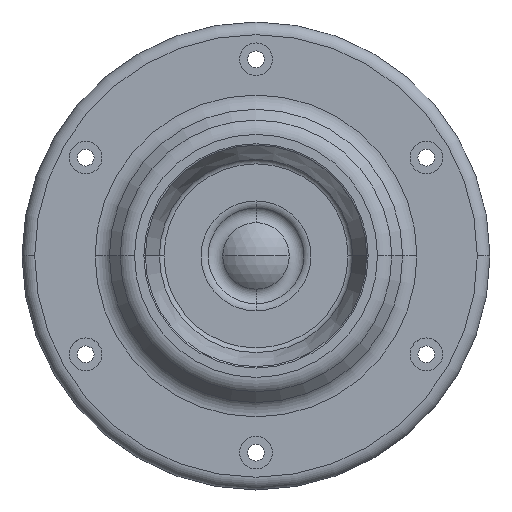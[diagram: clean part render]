
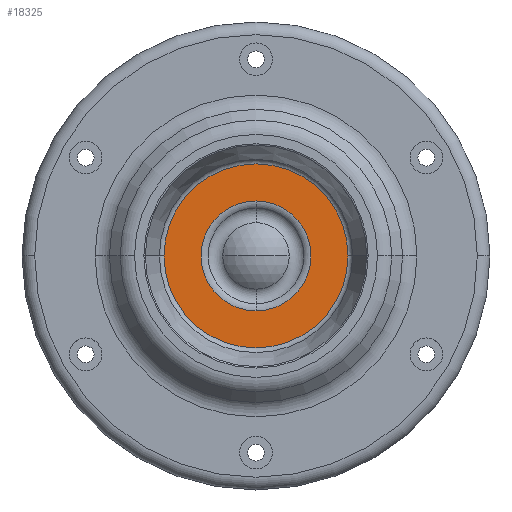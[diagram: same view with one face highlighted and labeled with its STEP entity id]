
A CAD part, top view. The second image highlights one B-rep face of the part: STEP entity #18325.
In plain terms, the highlighted planar face has unit normal (0, 0, 1).
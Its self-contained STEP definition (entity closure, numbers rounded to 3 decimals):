
#80 = AXIS2_PLACEMENT_3D ( 'NONE', #17270, #10700, #25888 ) ;
#747 = DIRECTION ( 'NONE',  ( 0., 0., 1. ) ) ;
#1577 = AXIS2_PLACEMENT_3D ( 'NONE', #27044, #5865, #27137 ) ;
#3774 = CARTESIAN_POINT ( 'NONE',  ( 0., 0., 23.5 ) ) ;
#4797 = EDGE_CURVE ( 'NONE', #10810, #23717, #23642, .T. ) ;
#5865 = DIRECTION ( 'NONE',  ( 0., 0., 1. ) ) ;
#6102 = AXIS2_PLACEMENT_3D ( 'NONE', #9862, #18530, #22837 ) ;
#9180 = EDGE_LOOP ( 'NONE', ( #11088, #17293 ) ) ;
#9862 = CARTESIAN_POINT ( 'NONE',  ( 17.323, 0., 23.5 ) ) ;
#10700 = DIRECTION ( 'NONE',  ( 0., 0., 1. ) ) ;
#10810 = VERTEX_POINT ( 'NONE', #15154 ) ;
#10987 = AXIS2_PLACEMENT_3D ( 'NONE', #13824, #747, #24817 ) ;
#11088 = ORIENTED_EDGE ( 'NONE', *, *, #19451, .T. ) ;
#11147 = ORIENTED_EDGE ( 'NONE', *, *, #4797, .F. ) ;
#12355 = CARTESIAN_POINT ( 'NONE',  ( 0., 29., 23.5 ) ) ;
#12599 = FACE_OUTER_BOUND ( 'NONE', #9180, .T. ) ;
#13701 = DIRECTION ( 'NONE',  ( 0., 0., 1. ) ) ;
#13824 = CARTESIAN_POINT ( 'NONE',  ( 0., 0., 23.5 ) ) ;
#14329 = CARTESIAN_POINT ( 'NONE',  ( 0., -17.323, 23.5 ) ) ;
#15154 = CARTESIAN_POINT ( 'NONE',  ( 0., 17.323, 23.5 ) ) ;
#15289 = CIRCLE ( 'NONE', #80, 29. ) ;
#17270 = CARTESIAN_POINT ( 'NONE',  ( 0., 0., 23.5 ) ) ;
#17291 = EDGE_LOOP ( 'NONE', ( #23402, #11147 ) ) ;
#17293 = ORIENTED_EDGE ( 'NONE', *, *, #28001, .T. ) ;
#18262 = DIRECTION ( 'NONE',  ( 0., -1., 0. ) ) ;
#18325 = ADVANCED_FACE ( 'NONE', ( #19732, #12599 ), #26955, .F. ) ;
#18490 = VERTEX_POINT ( 'NONE', #12355 ) ;
#18530 = DIRECTION ( 'NONE',  ( 0., 0., -1. ) ) ;
#18800 = CIRCLE ( 'NONE', #10987, 29. ) ;
#19342 = VERTEX_POINT ( 'NONE', #25309 ) ;
#19451 = EDGE_CURVE ( 'NONE', #19342, #18490, #15289, .T. ) ;
#19732 = FACE_BOUND ( 'NONE', #17291, .T. ) ;
#21085 = EDGE_CURVE ( 'NONE', #23717, #10810, #21761, .T. ) ;
#21761 = CIRCLE ( 'NONE', #1577, 17.323 ) ;
#22837 = DIRECTION ( 'NONE',  ( 0., 1., 0. ) ) ;
#23402 = ORIENTED_EDGE ( 'NONE', *, *, #21085, .F. ) ;
#23642 = CIRCLE ( 'NONE', #27039, 17.323 ) ;
#23717 = VERTEX_POINT ( 'NONE', #14329 ) ;
#24817 = DIRECTION ( 'NONE',  ( 0., -1., 0. ) ) ;
#25309 = CARTESIAN_POINT ( 'NONE',  ( 0., -29., 23.5 ) ) ;
#25888 = DIRECTION ( 'NONE',  ( 0., -1., 0. ) ) ;
#26955 = PLANE ( 'NONE',  #6102 ) ;
#27039 = AXIS2_PLACEMENT_3D ( 'NONE', #3774, #13701, #18262 ) ;
#27044 = CARTESIAN_POINT ( 'NONE',  ( 0., 0., 23.5 ) ) ;
#27137 = DIRECTION ( 'NONE',  ( 0., -1., 0. ) ) ;
#28001 = EDGE_CURVE ( 'NONE', #18490, #19342, #18800, .T. ) ;
